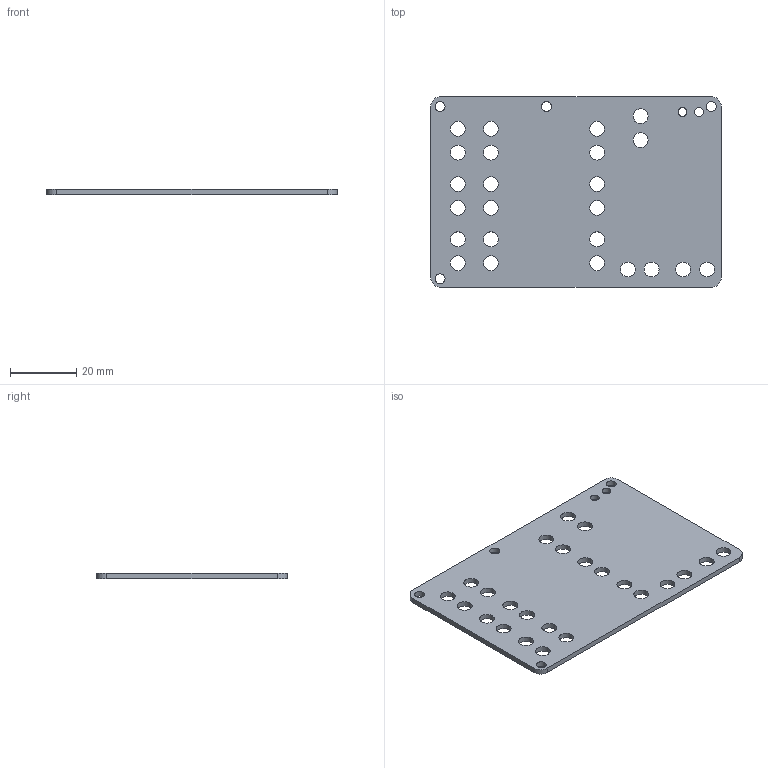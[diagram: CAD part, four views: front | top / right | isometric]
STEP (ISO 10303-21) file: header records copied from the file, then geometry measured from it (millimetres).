
FILE_DESCRIPTION(('KiCad electronic assembly'),'2;1');
FILE_NAME('_______V4.step','2022-04-01T20:17:07',('Pcbnew'),('Kicad'), 'Open CASCADE STEP processor 7.5','KiCad to STEP converter','Unknown' );
FILE_SCHEMA(('AUTOMOTIVE_DESIGN { 1 0 10303 214 1 1 1 1 }'));
Length unit declared in the file: millimetre
Products named in the file (2): _______V4 1; _autosave-æ äººæºåçµæ¿_V4 PCB
Assembly tree (1 placements, depth 2):
  _______V4 1
    _autosave-æ äººæºåçµæ¿_V4 PCB
Bounding box: 87.78 x 57.66 x 1.6 mm (x, y, z)
Volume: 7411 mm3; surface area: 10351.2 mm2
Topology: 1 solids, 1 shells, 40 faces, 114 edges, 76 vertices
Faces by surface type: cylinder 34, plane 6
Full cylindrical faces by diameter (mm): 2.7 x2, 3 x4, 4.5 x24
Entity records: 3199 total; most frequent: CARTESIAN_POINT 868, DIRECTION 426, ORIENTED_EDGE 228, PCURVE 228, DEFINITIONAL_REPRESENTATION 228, LINE 206, VECTOR 206, EDGE_CURVE 114
